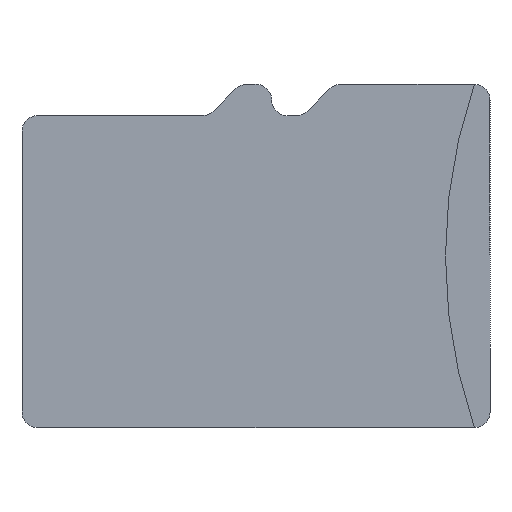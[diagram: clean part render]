
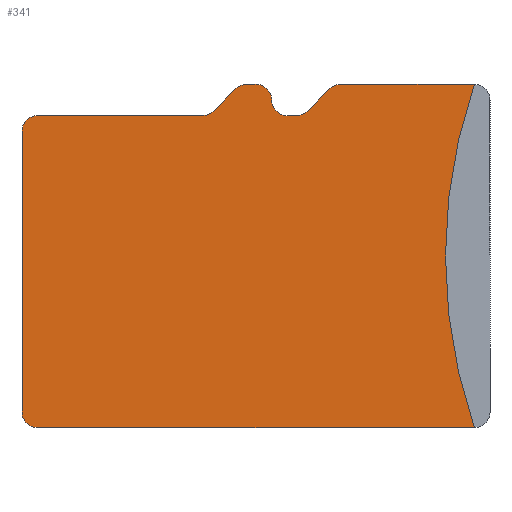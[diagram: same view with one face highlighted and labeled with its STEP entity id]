
A CAD part, front view. The second image highlights one B-rep face of the part: STEP entity #341.
In plain terms, the highlighted planar face has unit normal (0, -1, 0).
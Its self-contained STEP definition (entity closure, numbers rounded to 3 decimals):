
#4 = DIRECTION ( 'NONE',  ( 0., 0., 1. ) ) ;
#6 = DIRECTION ( 'NONE',  ( 0., 0., 1. ) ) ;
#65 = CARTESIAN_POINT ( 'NONE',  ( 1., 0., 5.5 ) ) ;
#81 = EDGE_CURVE ( 'NONE', #1171, #843, #139, .T. ) ;
#90 = EDGE_CURVE ( 'NONE', #1313, #1642, #1658, .T. ) ;
#95 = CARTESIAN_POINT ( 'NONE',  ( -7.5, 0., 5. ) ) ;
#98 = VECTOR ( 'NONE', #1166, 1000. ) ;
#105 = LINE ( 'NONE', #866, #903 ) ;
#126 = CARTESIAN_POINT ( 'NONE',  ( -7., 0., -5. ) ) ;
#139 = LINE ( 'NONE', #95, #98 ) ;
#160 = AXIS2_PLACEMENT_3D ( 'NONE', #1000, #1917, #845 ) ;
#161 = DIRECTION ( 'NONE',  ( -1., 0., 0. ) ) ;
#162 = VECTOR ( 'NONE', #1985, 1000. ) ;
#172 = ORIENTED_EDGE ( 'NONE', *, *, #1726, .F. ) ;
#177 = FACE_OUTER_BOUND ( 'NONE', #1717, .T. ) ;
#200 = PLANE ( 'NONE',  #237 ) ;
#207 = EDGE_CURVE ( 'NONE', #1450, #983, #1443, .T. ) ;
#223 = DIRECTION ( 'NONE',  ( 0., 0., 1. ) ) ;
#237 = AXIS2_PLACEMENT_3D ( 'NONE', #1711, #354, #1413 ) ;
#267 = AXIS2_PLACEMENT_3D ( 'NONE', #1762, #851, #1925 ) ;
#291 = ORIENTED_EDGE ( 'NONE', *, *, #1053, .T. ) ;
#333 = DIRECTION ( 'NONE',  ( 1., 0., 0. ) ) ;
#334 = AXIS2_PLACEMENT_3D ( 'NONE', #1688, #782, #1837 ) ;
#341 = ADVANCED_FACE ( 'NONE', ( #177 ), #200, .F. ) ;
#346 = CIRCLE ( 'NONE', #1344, 0.5 ) ;
#354 = DIRECTION ( 'NONE',  ( 0., 1., 0. ) ) ;
#362 = CARTESIAN_POINT ( 'NONE',  ( 1.646, 0., 5.146 ) ) ;
#379 = DIRECTION ( 'NONE',  ( 0.707, 0., 0.707 ) ) ;
#415 = VERTEX_POINT ( 'NONE', #1279 ) ;
#425 = DIRECTION ( 'NONE',  ( 0., -1., 0. ) ) ;
#452 = CARTESIAN_POINT ( 'NONE',  ( 7., 0., -5. ) ) ;
#458 = ORIENTED_EDGE ( 'NONE', *, *, #1281, .T. ) ;
#473 = VECTOR ( 'NONE', #161, 1000. ) ;
#495 = AXIS2_PLACEMENT_3D ( 'NONE', #638, #1696, #788 ) ;
#534 = VERTEX_POINT ( 'NONE', #800 ) ;
#569 = CARTESIAN_POINT ( 'NONE',  ( 7.5, 0., 6. ) ) ;
#571 = CARTESIAN_POINT ( 'NONE',  ( 0., 0., 6. ) ) ;
#572 = CIRCLE ( 'NONE', #495, 0.5 ) ;
#605 = ORIENTED_EDGE ( 'NONE', *, *, #694, .F. ) ;
#638 = CARTESIAN_POINT ( 'NONE',  ( -1.707, 0., 5.5 ) ) ;
#658 = EDGE_CURVE ( 'NONE', #1251, #1862, #820, .T. ) ;
#680 = EDGE_CURVE ( 'NONE', #1247, #415, #700, .T. ) ;
#692 = DIRECTION ( 'NONE',  ( 0., -1., 0. ) ) ;
#694 = EDGE_CURVE ( 'NONE', #1450, #1806, #1853, .T. ) ;
#700 = CIRCLE ( 'NONE', #1121, 0.5 ) ;
#714 = CARTESIAN_POINT ( 'NONE',  ( -7., 0., -4.5 ) ) ;
#745 = VECTOR ( 'NONE', #1776, 1000. ) ;
#782 = DIRECTION ( 'NONE',  ( 0., -1., 0. ) ) ;
#788 = DIRECTION ( 'NONE',  ( 0., 0., 1. ) ) ;
#793 = EDGE_CURVE ( 'NONE', #1171, #534, #1311, .T. ) ;
#800 = CARTESIAN_POINT ( 'NONE',  ( -7.5, 0., 4.5 ) ) ;
#808 = EDGE_CURVE ( 'NONE', #415, #1331, #1659, .T. ) ;
#810 = ORIENTED_EDGE ( 'NONE', *, *, #912, .F. ) ;
#820 = LINE ( 'NONE', #569, #745 ) ;
#832 = ORIENTED_EDGE ( 'NONE', *, *, #1356, .F. ) ;
#843 = VERTEX_POINT ( 'NONE', #920 ) ;
#845 = DIRECTION ( 'NONE',  ( 0., 0., 1. ) ) ;
#851 = DIRECTION ( 'NONE',  ( 0., -1., 0. ) ) ;
#858 = DIRECTION ( 'NONE',  ( 0., 0., 1. ) ) ;
#861 = ORIENTED_EDGE ( 'NONE', *, *, #1144, .T. ) ;
#866 = CARTESIAN_POINT ( 'NONE',  ( 0.5, 0., 6. ) ) ;
#875 = AXIS2_PLACEMENT_3D ( 'NONE', #714, #1773, #858 ) ;
#903 = VECTOR ( 'NONE', #1109, 1000. ) ;
#912 = EDGE_CURVE ( 'NONE', #1862, #1545, #1059, .T. ) ;
#916 = LINE ( 'NONE', #1831, #1274 ) ;
#918 = CARTESIAN_POINT ( 'NONE',  ( -0.5, 0., 6. ) ) ;
#920 = CARTESIAN_POINT ( 'NONE',  ( -1.707, 0., 5. ) ) ;
#959 = LINE ( 'NONE', #1389, #1719 ) ;
#973 = CARTESIAN_POINT ( 'NONE',  ( 2.5, 0., 6. ) ) ;
#981 = AXIS2_PLACEMENT_3D ( 'NONE', #1973, #1793, #6 ) ;
#983 = VERTEX_POINT ( 'NONE', #1680 ) ;
#1000 = CARTESIAN_POINT ( 'NONE',  ( -0.293, 0., 5.5 ) ) ;
#1001 = EDGE_CURVE ( 'NONE', #1856, #534, #916, .T. ) ;
#1015 = CARTESIAN_POINT ( 'NONE',  ( -0.293, 0., 6. ) ) ;
#1053 = EDGE_CURVE ( 'NONE', #1251, #1806, #346, .T. ) ;
#1059 = CIRCLE ( 'NONE', #334, 16.782 ) ;
#1082 = CARTESIAN_POINT ( 'NONE',  ( -0.646, 0., 5.854 ) ) ;
#1094 = CARTESIAN_POINT ( 'NONE',  ( -7., 0., 5. ) ) ;
#1109 = DIRECTION ( 'NONE',  ( 1., 0., 0. ) ) ;
#1121 = AXIS2_PLACEMENT_3D ( 'NONE', #65, #1136, #223 ) ;
#1136 = DIRECTION ( 'NONE',  ( 0., 1., 0. ) ) ;
#1137 = CARTESIAN_POINT ( 'NONE',  ( -1.354, 0., 5.146 ) ) ;
#1139 = ORIENTED_EDGE ( 'NONE', *, *, #808, .T. ) ;
#1144 = EDGE_CURVE ( 'NONE', #1517, #843, #572, .T. ) ;
#1153 = EDGE_CURVE ( 'NONE', #1247, #983, #959, .T. ) ;
#1160 = ORIENTED_EDGE ( 'NONE', *, *, #793, .T. ) ;
#1166 = DIRECTION ( 'NONE',  ( 1., 0., 0. ) ) ;
#1171 = VERTEX_POINT ( 'NONE', #1094 ) ;
#1207 = ORIENTED_EDGE ( 'NONE', *, *, #680, .T. ) ;
#1222 = CARTESIAN_POINT ( 'NONE',  ( -7.5, 0., -5. ) ) ;
#1235 = VERTEX_POINT ( 'NONE', #126 ) ;
#1247 = VERTEX_POINT ( 'NONE', #1958 ) ;
#1251 = VERTEX_POINT ( 'NONE', #1347 ) ;
#1274 = VECTOR ( 'NONE', #4, 1000. ) ;
#1279 = CARTESIAN_POINT ( 'NONE',  ( 0.5, 0., 5.5 ) ) ;
#1281 = EDGE_CURVE ( 'NONE', #1856, #1235, #1357, .T. ) ;
#1311 = CIRCLE ( 'NONE', #1725, 0.5 ) ;
#1313 = VERTEX_POINT ( 'NONE', #1015 ) ;
#1326 = CARTESIAN_POINT ( 'NONE',  ( 2.707, 0., 5.5 ) ) ;
#1327 = ORIENTED_EDGE ( 'NONE', *, *, #1001, .F. ) ;
#1328 = LINE ( 'NONE', #1222, #473 ) ;
#1331 = VERTEX_POINT ( 'NONE', #571 ) ;
#1344 = AXIS2_PLACEMENT_3D ( 'NONE', #1326, #425, #1475 ) ;
#1347 = CARTESIAN_POINT ( 'NONE',  ( 2.707, 0., 6. ) ) ;
#1356 = EDGE_CURVE ( 'NONE', #1313, #1331, #105, .T. ) ;
#1357 = CIRCLE ( 'NONE', #875, 0.5 ) ;
#1372 = LINE ( 'NONE', #918, #162 ) ;
#1389 = CARTESIAN_POINT ( 'NONE',  ( -7.5, 0., 5. ) ) ;
#1413 = DIRECTION ( 'NONE',  ( 0., 0., 1. ) ) ;
#1430 = ORIENTED_EDGE ( 'NONE', *, *, #90, .T. ) ;
#1443 = CIRCLE ( 'NONE', #981, 0.5 ) ;
#1450 = VERTEX_POINT ( 'NONE', #362 ) ;
#1452 = VECTOR ( 'NONE', #379, 1000. ) ;
#1475 = DIRECTION ( 'NONE',  ( 0., 0., 1. ) ) ;
#1517 = VERTEX_POINT ( 'NONE', #1137 ) ;
#1524 = ORIENTED_EDGE ( 'NONE', *, *, #1757, .F. ) ;
#1545 = VERTEX_POINT ( 'NONE', #452 ) ;
#1601 = CARTESIAN_POINT ( 'NONE',  ( -7., 0., 4.5 ) ) ;
#1606 = ORIENTED_EDGE ( 'NONE', *, *, #81, .F. ) ;
#1642 = VERTEX_POINT ( 'NONE', #1082 ) ;
#1643 = ORIENTED_EDGE ( 'NONE', *, *, #1153, .F. ) ;
#1658 = CIRCLE ( 'NONE', #160, 0.5 ) ;
#1659 = CIRCLE ( 'NONE', #267, 0.5 ) ;
#1680 = CARTESIAN_POINT ( 'NONE',  ( 1.293, 0., 5. ) ) ;
#1688 = CARTESIAN_POINT ( 'NONE',  ( 22.855, 0., 0.5 ) ) ;
#1696 = DIRECTION ( 'NONE',  ( 0., 1., 0. ) ) ;
#1703 = ORIENTED_EDGE ( 'NONE', *, *, #207, .T. ) ;
#1711 = CARTESIAN_POINT ( 'NONE',  ( 0., 0., 0. ) ) ;
#1717 = EDGE_LOOP ( 'NONE', ( #810, #1787, #291, #605, #1703, #1643, #1207, #1139, #832, #1430, #172, #861, #1606, #1160, #1327, #458, #1524 ) ) ;
#1719 = VECTOR ( 'NONE', #333, 1000. ) ;
#1725 = AXIS2_PLACEMENT_3D ( 'NONE', #1601, #692, #1754 ) ;
#1726 = EDGE_CURVE ( 'NONE', #1517, #1642, #1372, .T. ) ;
#1754 = DIRECTION ( 'NONE',  ( 0., 0., 1. ) ) ;
#1757 = EDGE_CURVE ( 'NONE', #1545, #1235, #1328, .T. ) ;
#1762 = CARTESIAN_POINT ( 'NONE',  ( 0., 0., 5.5 ) ) ;
#1773 = DIRECTION ( 'NONE',  ( 0., -1., 0. ) ) ;
#1776 = DIRECTION ( 'NONE',  ( 1., 0., 0. ) ) ;
#1787 = ORIENTED_EDGE ( 'NONE', *, *, #658, .F. ) ;
#1793 = DIRECTION ( 'NONE',  ( 0., 1., 0. ) ) ;
#1806 = VERTEX_POINT ( 'NONE', #1836 ) ;
#1831 = CARTESIAN_POINT ( 'NONE',  ( -7.5, 0., -5. ) ) ;
#1836 = CARTESIAN_POINT ( 'NONE',  ( 2.354, 0., 5.854 ) ) ;
#1837 = DIRECTION ( 'NONE',  ( 0., 0., -1. ) ) ;
#1853 = LINE ( 'NONE', #973, #1452 ) ;
#1856 = VERTEX_POINT ( 'NONE', #1880 ) ;
#1862 = VERTEX_POINT ( 'NONE', #1893 ) ;
#1880 = CARTESIAN_POINT ( 'NONE',  ( -7.5, 0., -4.5 ) ) ;
#1893 = CARTESIAN_POINT ( 'NONE',  ( 7., 0., 6. ) ) ;
#1917 = DIRECTION ( 'NONE',  ( 0., -1., 0. ) ) ;
#1925 = DIRECTION ( 'NONE',  ( 0., 0., 1. ) ) ;
#1958 = CARTESIAN_POINT ( 'NONE',  ( 1., 0., 5. ) ) ;
#1973 = CARTESIAN_POINT ( 'NONE',  ( 1.293, 0., 5.5 ) ) ;
#1985 = DIRECTION ( 'NONE',  ( 0.707, 0., 0.707 ) ) ;
